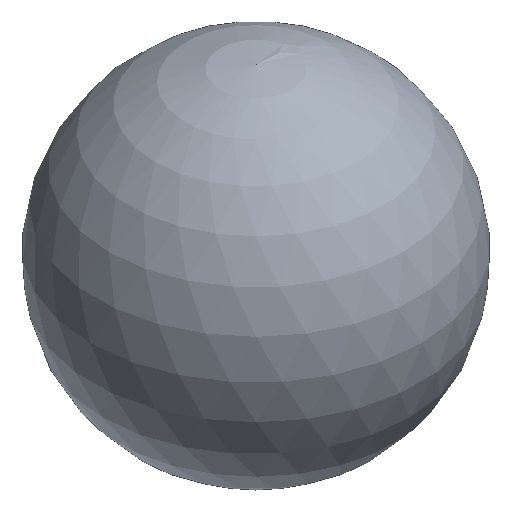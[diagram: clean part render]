
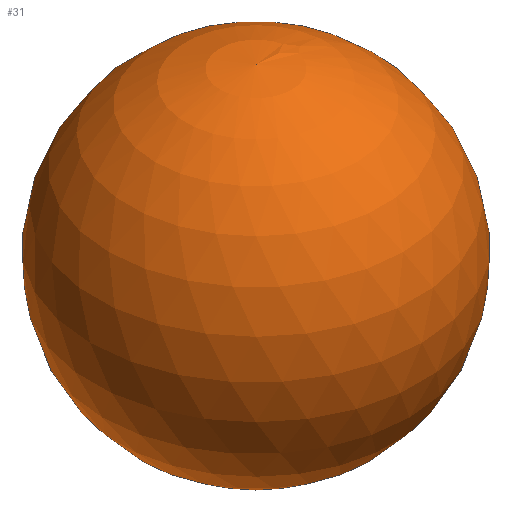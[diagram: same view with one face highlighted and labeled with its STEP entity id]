
A CAD part, isometric view. The second image highlights one B-rep face of the part: STEP entity #31.
In plain terms, the highlighted spherical face has radius 12.5 mm.
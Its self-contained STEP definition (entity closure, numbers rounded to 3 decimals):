
#31 = ADVANCED_FACE( '', ( #60 ), #61, .T. );
#60 = FACE_OUTER_BOUND( '', #86, .T. );
#61 = SPHERICAL_SURFACE( '', #87, 12.5 );
#86 = EDGE_LOOP( '', ( #108 ) );
#87 = AXIS2_PLACEMENT_3D( '', #109, #110, #111 );
#108 = ORIENTED_EDGE( '', *, *, #132, .T. );
#109 = CARTESIAN_POINT( '', ( 0., 0., 12.5 ) );
#110 = DIRECTION( '', ( 0., 0., 1. ) );
#111 = DIRECTION( '', ( 1., 0., 0. ) );
#132 = EDGE_CURVE( '', #143, #143, #144, .T. );
#143 = VERTEX_POINT( '', #156 );
#144 = CIRCLE( '', #157, 3.821 );
#156 = CARTESIAN_POINT( '', ( 3.821, 0., 0.598 ) );
#157 = AXIS2_PLACEMENT_3D( '', #169, #170, #171 );
#169 = CARTESIAN_POINT( '', ( 0., 0., 0.598 ) );
#170 = DIRECTION( '', ( 0., 0., 1. ) );
#171 = DIRECTION( '', ( 1., 0., 0. ) );
